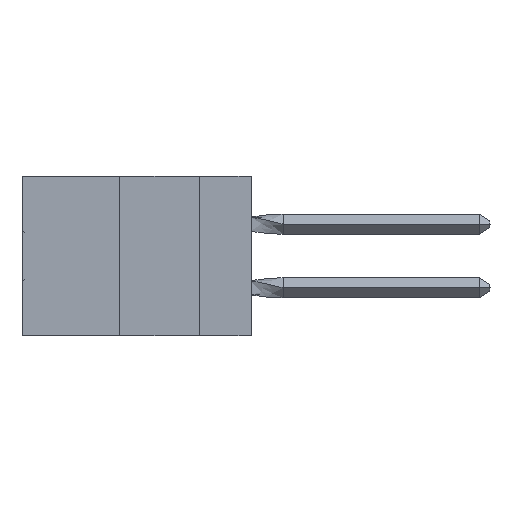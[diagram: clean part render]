
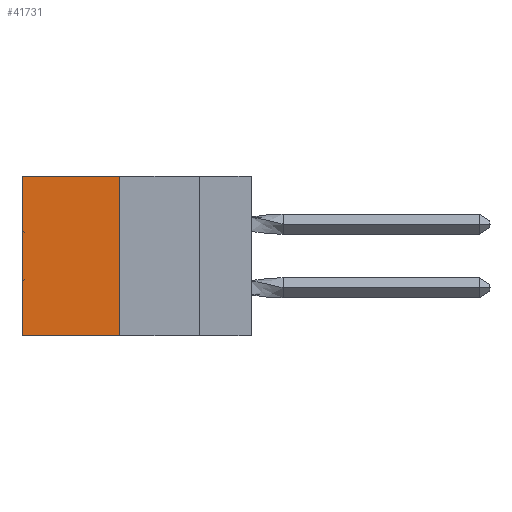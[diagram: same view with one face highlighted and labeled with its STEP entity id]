
A CAD part, left-side view. The second image highlights one B-rep face of the part: STEP entity #41731.
In plain terms, the highlighted planar face has unit normal (-1, 0, 0).
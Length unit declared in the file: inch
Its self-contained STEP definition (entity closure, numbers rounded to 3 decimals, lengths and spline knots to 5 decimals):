
#252 = CARTESIAN_POINT ( 'NONE',  ( 0.305, 0.413, -0.5 ) ) ;
#1218 = DIRECTION ( 'NONE',  ( 0., 1., 0. ) ) ;
#2335 = VERTEX_POINT ( 'NONE', #6570 ) ;
#4300 = EDGE_LOOP ( 'NONE', ( #48553, #47475, #28169, #9904 ) ) ;
#5352 = LINE ( 'NONE', #51322, #29077 ) ;
#5539 = EDGE_CURVE ( 'NONE', #2335, #14824, #5352, .T. ) ;
#5750 = CARTESIAN_POINT ( 'NONE',  ( 0.305, 0.72, 0. ) ) ;
#6504 = PLANE ( 'NONE',  #34400 ) ;
#6570 = CARTESIAN_POINT ( 'NONE',  ( 0.305, 0.413, -0.5 ) ) ;
#7117 = CARTESIAN_POINT ( 'NONE',  ( 0.305, 0.72, -0.5 ) ) ;
#9904 = ORIENTED_EDGE ( 'NONE', *, *, #24213, .T. ) ;
#10607 = FACE_OUTER_BOUND ( 'NONE', #4300, .T. ) ;
#12731 = CARTESIAN_POINT ( 'NONE',  ( 0.305, 0.413, 0. ) ) ;
#13542 = VERTEX_POINT ( 'NONE', #5750 ) ;
#14367 = VERTEX_POINT ( 'NONE', #12731 ) ;
#14587 = EDGE_CURVE ( 'NONE', #14367, #2335, #52177, .T. ) ;
#14824 = VERTEX_POINT ( 'NONE', #7117 ) ;
#16370 = EDGE_CURVE ( 'NONE', #13542, #14824, #51317, .T. ) ;
#19024 = DIRECTION ( 'NONE',  ( 1., 0., 0. ) ) ;
#20891 = DIRECTION ( 'NONE',  ( 0., 0., -1. ) ) ;
#23714 = CARTESIAN_POINT ( 'NONE',  ( 0.305, 0.413, 0. ) ) ;
#23900 = CARTESIAN_POINT ( 'NONE',  ( 0.305, 0.72, -0.5 ) ) ;
#24213 = EDGE_CURVE ( 'NONE', #14367, #13542, #38653, .T. ) ;
#28169 = ORIENTED_EDGE ( 'NONE', *, *, #14587, .F. ) ;
#28344 = DIRECTION ( 'NONE',  ( 0., 0., -1. ) ) ;
#29077 = VECTOR ( 'NONE', #47076, 39.37008 ) ;
#30280 = VECTOR ( 'NONE', #1218, 39.37008 ) ;
#34400 = AXIS2_PLACEMENT_3D ( 'NONE', #35151, #19024, #35526 ) ;
#35151 = CARTESIAN_POINT ( 'NONE',  ( 0.305, 0.413, -0.5 ) ) ;
#35526 = DIRECTION ( 'NONE',  ( 0., 0., -1. ) ) ;
#38653 = LINE ( 'NONE', #23714, #30280 ) ;
#39140 = VECTOR ( 'NONE', #28344, 39.37008 ) ;
#41731 = ADVANCED_FACE ( 'NONE', ( #10607 ), #6504, .F. ) ;
#47076 = DIRECTION ( 'NONE',  ( 0., 1., 0. ) ) ;
#47475 = ORIENTED_EDGE ( 'NONE', *, *, #5539, .F. ) ;
#48553 = ORIENTED_EDGE ( 'NONE', *, *, #16370, .T. ) ;
#50913 = VECTOR ( 'NONE', #20891, 39.37008 ) ;
#51317 = LINE ( 'NONE', #23900, #39140 ) ;
#51322 = CARTESIAN_POINT ( 'NONE',  ( 0.305, 0.413, -0.5 ) ) ;
#52177 = LINE ( 'NONE', #252, #50913 ) ;
